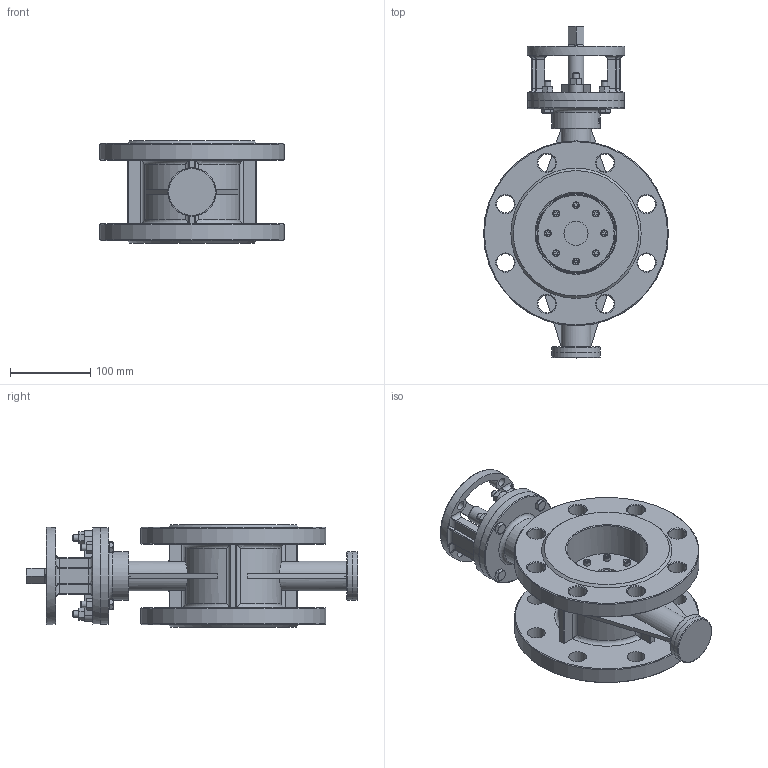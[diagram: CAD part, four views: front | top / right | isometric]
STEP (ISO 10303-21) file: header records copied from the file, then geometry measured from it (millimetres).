
FILE_DESCRIPTION(/* description */ (''),/* implementation_level */ '2;1');
FILE_NAME(/* name */ 'DN100_3D_STEP.stp',/* time_stamp */ '2024-11-16T19:21:47+03:00',/* author */ ('igorr'),/* organization */ (''),/* preprocessor_version */ 'ST-DEVELOPER v20',/* originating_system */ 'Autodesk Inventor 2025',/* authorisation */ '');
FILE_SCHEMA (('AUTOMOTIVE_DESIGN { 1 0 10303 214 3 1 1 }'));
Length unit declared in the file: millimetre
Products named in the file (5): Сборка; Деталь; AS 1110 - M8 x 35; AS 1420 - 1973 - M5 x 10; ANSI B18.2.4.2M - M8x1,25
Assembly tree (19 placements, depth 2):
  Сборка
    Деталь
    AS 1110 - M8 x 35  x4
    AS 1420 - 1973 - M5 x 10  x8
    ANSI B18.2.4.2M - M8x1,25  x6
Bounding box: 230 x 413 x 127 mm (x, y, z)
Volume: 2520088.9 mm3; surface area: 393104.6 mm2
Topology: 19 solids, 19 shells, 754 faces, 1791 edges, 1111 vertices
Faces by surface type: plane 333, cylinder 175, cone 155, bspline 53, torus 38
Full cylindrical faces by diameter (mm): 5 x8, 6 x8, 6.647 x6, 7 x4, 8 x6, 8.5 x8, 11 x4, 13 x4, 19.799 x2, 22 x16, 30 x1, 54 x1, 60 x3, 69.624 x1, 97 x1, 100 x2, 110 x1, 120 x2, 121 x1, 230 x2
Entity records: 16837 total; most frequent: CARTESIAN_POINT 5384, ORIENTED_EDGE 2278, DIRECTION 2206, EDGE_CURVE 1139, AXIS2_PLACEMENT_3D 866, VERTEX_POINT 708, EDGE_LOOP 547, LINE 474
